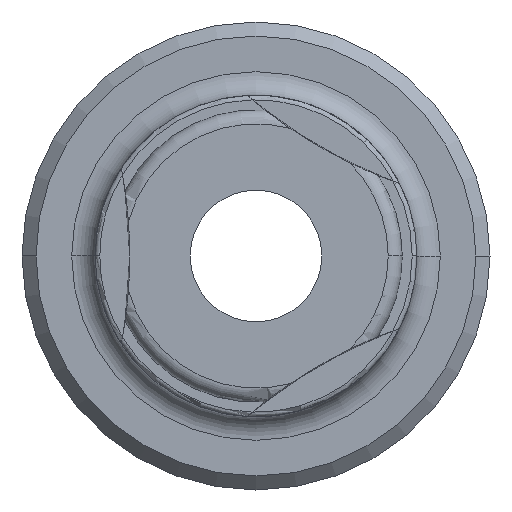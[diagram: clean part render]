
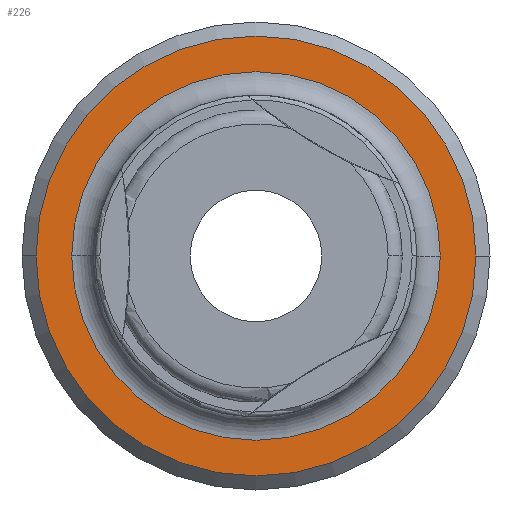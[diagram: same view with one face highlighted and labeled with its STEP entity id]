
A CAD part, left-side view. The second image highlights one B-rep face of the part: STEP entity #226.
In plain terms, the highlighted planar face has unit normal (-1, 0, 0).
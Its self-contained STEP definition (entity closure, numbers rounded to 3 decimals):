
#117=CARTESIAN_POINT('POINT7',(27.781,-11.938,0.));
#118=VERTEX_POINT('VERTEX7',#117);
#126=CARTESIAN_POINT('POINT8',(27.781,11.938,
   0.));
#127=VERTEX_POINT('VERTEX8',#126);
#134=CARTESIAN_POINT('POS17',(27.781,0.,
   0.));
#135=DIRECTION('DIR27',(1.,0.,0.));
#136=DIRECTION('DIR28',(0.,1.,0.));
#137=AXIS2_PLACEMENT_3D('AXIS11',#134,#135,#136);
#138=CIRCLE('ELLIPSE7',#137,11.938);
#139=EDGE_CURVE('EDGE13',#127,#118,#138,.T.);
#152=CARTESIAN_POINT('POS19',(27.781,0.,
   0.));
#153=DIRECTION('DIR31',(-1.,0.,0.));
#154=DIRECTION('DIR32',(0.,1.,0.));
#155=AXIS2_PLACEMENT_3D('AXIS13',#152,#153,#154);
#156=CIRCLE('ELLIPSE8',#155,11.938);
#157=EDGE_CURVE('EDGE14',#127,#118,#156,.T.);
#197=ORIENTED_EDGE('COEDGE29',*,*,#157,.T.);
#198=ORIENTED_EDGE('COEDGE30',*,*,#139,.F.);
#199=EDGE_LOOP('NONE',(#197,#198));
#200=FACE_BOUND('LOOP1',#199,.T.);
#201=CARTESIAN_POINT('POINT11',(27.781,10.001,
   0.));
#202=VERTEX_POINT('VERTEX11',#201);
#203=CARTESIAN_POINT('POINT12',(27.781,-10.001,
   0.));
#204=VERTEX_POINT('VERTEX12',#203);
#205=CARTESIAN_POINT('POS24',(27.781,0.,
   0.));
#206=DIRECTION('DIR41',(1.,0.,0.));
#207=DIRECTION('DIR42',(0.,1.,0.));
#208=AXIS2_PLACEMENT_3D('AXIS18',#205,#206,#207);
#209=CIRCLE('ELLIPSE11',#208,10.001);
#210=EDGE_CURVE('EDGE17',#202,#204,#209,.T.);
#211=ORIENTED_EDGE('COEDGE31',*,*,#210,.T.);
#212=CARTESIAN_POINT('POS25',(27.781,0.,
   0.));
#213=DIRECTION('DIR43',(-1.,0.,0.));
#214=DIRECTION('DIR44',(0.,1.,0.));
#215=AXIS2_PLACEMENT_3D('AXIS19',#212,#213,#214);
#216=CIRCLE('ELLIPSE12',#215,10.001);
#217=EDGE_CURVE('EDGE18',#202,#204,#216,.T.);
#218=ORIENTED_EDGE('COEDGE32',*,*,#217,.F.);
#219=EDGE_LOOP('NONE',(#211,#218));
#220=FACE_BOUND('LOOP1',#219,.T.);
#221=CARTESIAN_POINT('POS26',(27.781,0.,0.));
#222=DIRECTION('DIR45',(1.,0.,0.));
#223=DIRECTION('DIR46',(0.,1.,0.));
#224=AXIS2_PLACEMENT_3D('AXIS20',#221,#222,#223);
#225=PLANE('PLANE2',#224);
#226=ADVANCED_FACE('FACE8',(#200,#220),#225,.F.);
